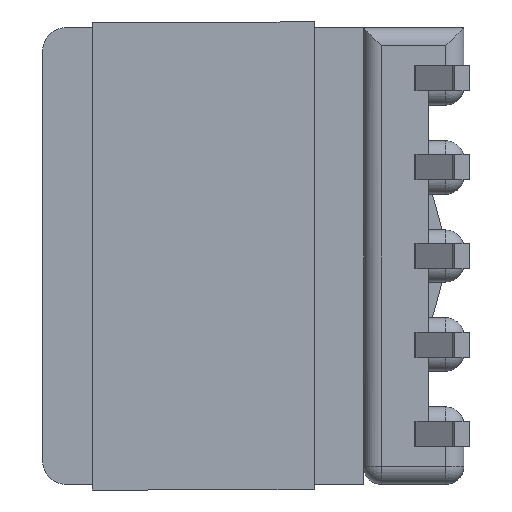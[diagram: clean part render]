
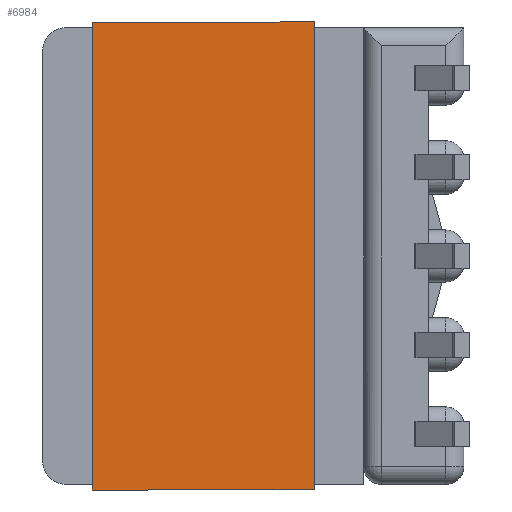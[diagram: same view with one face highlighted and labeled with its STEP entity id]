
A CAD part, left-side view. The second image highlights one B-rep face of the part: STEP entity #6984.
In plain terms, the highlighted planar face has unit normal (-1, 0, 0).
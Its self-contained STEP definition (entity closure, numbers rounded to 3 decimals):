
#304 = VECTOR ( 'NONE', #11914, 1000. ) ;
#370 = ORIENTED_EDGE ( 'NONE', *, *, #2658, .T. ) ;
#981 = EDGE_CURVE ( 'NONE', #12785, #12693, #6234, .T. ) ;
#1240 = CARTESIAN_POINT ( 'NONE',  ( -0.16, -12.96, -6.22 ) ) ;
#1815 = CARTESIAN_POINT ( 'NONE',  ( -0.16, 0.16, -6.22 ) ) ;
#2179 = CARTESIAN_POINT ( 'NONE',  ( -0.16, -12.96, -6.22 ) ) ;
#2269 = AXIS2_PLACEMENT_3D ( 'NONE', #10005, #10989, #4957 ) ;
#2319 = ORIENTED_EDGE ( 'NONE', *, *, #11452, .T. ) ;
#2512 = CARTESIAN_POINT ( 'NONE',  ( -0.16, 0.16, 0. ) ) ;
#2658 = EDGE_CURVE ( 'NONE', #12785, #9737, #10433, .T. ) ;
#2677 = VECTOR ( 'NONE', #5142, 1000. ) ;
#3952 = PLANE ( 'NONE',  #2269 ) ;
#4532 = EDGE_CURVE ( 'NONE', #12693, #5201, #5997, .T. ) ;
#4957 = DIRECTION ( 'NONE',  ( 0., 0., 1. ) ) ;
#5142 = DIRECTION ( 'NONE',  ( 0., -1., 0. ) ) ;
#5201 = VERTEX_POINT ( 'NONE', #12184 ) ;
#5371 = EDGE_LOOP ( 'NONE', ( #7353, #9593, #370, #2319 ) ) ;
#5997 = LINE ( 'NONE', #9016, #11208 ) ;
#6149 = DIRECTION ( 'NONE',  ( 0., 0., 1. ) ) ;
#6234 = LINE ( 'NONE', #1815, #304 ) ;
#6250 = FACE_OUTER_BOUND ( 'NONE', #5371, .T. ) ;
#6984 = ADVANCED_FACE ( 'NONE', ( #6250 ), #3952, .T. ) ;
#7353 = ORIENTED_EDGE ( 'NONE', *, *, #4532, .F. ) ;
#9016 = CARTESIAN_POINT ( 'NONE',  ( -0.16, -12.96, 0. ) ) ;
#9550 = VECTOR ( 'NONE', #6149, 1000. ) ;
#9593 = ORIENTED_EDGE ( 'NONE', *, *, #981, .F. ) ;
#9737 = VERTEX_POINT ( 'NONE', #10909 ) ;
#9819 = CARTESIAN_POINT ( 'NONE',  ( -0.16, 0.16, -6.22 ) ) ;
#10005 = CARTESIAN_POINT ( 'NONE',  ( -0.16, -12.96, -6.22 ) ) ;
#10433 = LINE ( 'NONE', #2179, #2677 ) ;
#10909 = CARTESIAN_POINT ( 'NONE',  ( -0.16, -12.96, -6.22 ) ) ;
#10989 = DIRECTION ( 'NONE',  ( -1., 0., 0. ) ) ;
#11208 = VECTOR ( 'NONE', #12509, 1000. ) ;
#11245 = LINE ( 'NONE', #1240, #9550 ) ;
#11452 = EDGE_CURVE ( 'NONE', #9737, #5201, #11245, .T. ) ;
#11914 = DIRECTION ( 'NONE',  ( 0., 0., 1. ) ) ;
#12184 = CARTESIAN_POINT ( 'NONE',  ( -0.16, -12.96, 0. ) ) ;
#12509 = DIRECTION ( 'NONE',  ( 0., -1., 0. ) ) ;
#12693 = VERTEX_POINT ( 'NONE', #2512 ) ;
#12785 = VERTEX_POINT ( 'NONE', #9819 ) ;
